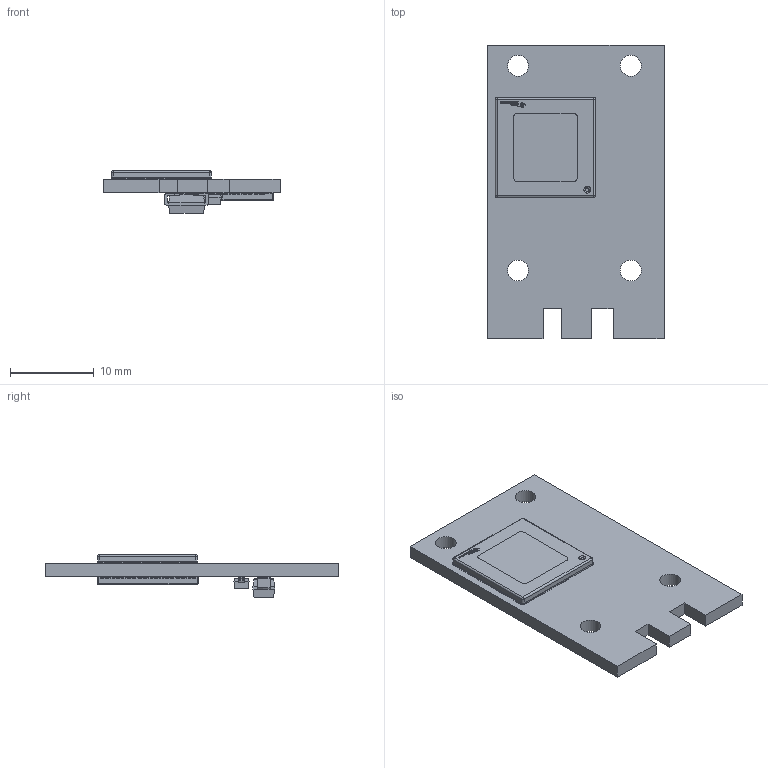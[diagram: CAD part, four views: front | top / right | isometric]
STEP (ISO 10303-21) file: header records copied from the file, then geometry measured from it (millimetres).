
FILE_DESCRIPTION(('KiCad electronic assembly'),'2;1');
FILE_NAME('PMP41017_GaNBoard2.step','2024-03-04T16:29:06',('Pcbnew'),( 'Kicad'),'Open CASCADE STEP processor 7.7','KiCad to STEP converter' ,'Unknown');
FILE_SCHEMA(('AUTOMOTIVE_DESIGN { 1 0 10303 214 1 1 1 1 }'));
Length unit declared in the file: millimetre
Products named in the file (10): PMP41017_GaNBoard2 1; IC_LMG3525R030Q_VQFN52; 1; SOD-123; IC_LMG3425R030RQZT_VQFN54; SMA_nominal; BBE5A025-C517-480D-83DB-E5AFE1ED45CA; PMP41017_GaNBoard2_PCB
Assembly tree (9 placements, depth 3):
  PMP41017_GaNBoard2 1
    IC_LMG3525R030Q_VQFN52
      1
    SOD-123
      SOD-123
    IC_LMG3425R030RQZT_VQFN54
      1
    SMA_nominal
      BBE5A025-C517-480D-83DB-E5AFE1ED45CA
    PMP41017_GaNBoard2_PCB
Bounding box: 21.1 x 35.1 x 5.12 mm (x, y, z)
Volume: 1425 mm3; surface area: 3135.8 mm2
Topology: 150 solids, 150 shells, 2373 faces, 6169 edges, 4096 vertices
Faces by surface type: plane 1987, bspline 333, cylinder 44, sphere 8, torus 1
Full cylindrical faces by diameter (mm): 2.5 x4
Entity records: 74320 total; most frequent: CARTESIAN_POINT 18058, ORIENTED_EDGE 12338, DIRECTION 9677, EDGE_CURVE 6169, LINE 5405, VECTOR 5405, VERTEX_POINT 4096, FACE_BOUND 2393
